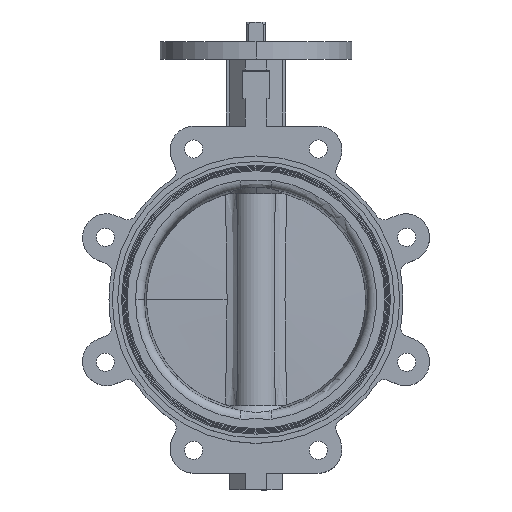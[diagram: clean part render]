
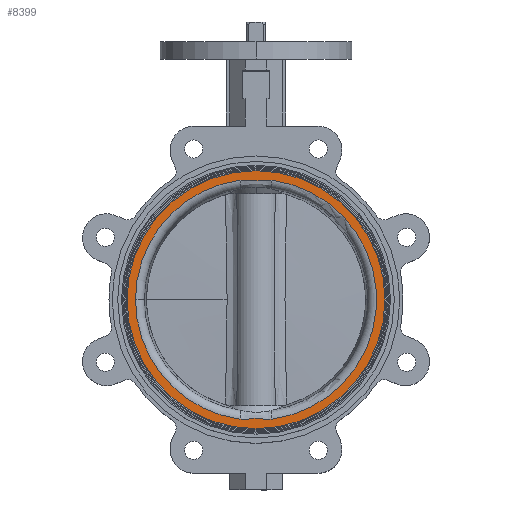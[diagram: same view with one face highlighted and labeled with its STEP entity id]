
A CAD part, top view. The second image highlights one B-rep face of the part: STEP entity #8399.
In plain terms, the highlighted planar face has unit normal (0, 0, 1).
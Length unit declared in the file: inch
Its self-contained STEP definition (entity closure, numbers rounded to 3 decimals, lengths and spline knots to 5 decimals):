
#51 = CARTESIAN_POINT ( 'NONE',  ( 1.97897, 1.89378, 10.26408 ) ) ;
#84 = ORIENTED_EDGE ( 'NONE', *, *, #7173, .T. ) ;
#103 = EDGE_LOOP ( 'NONE', ( #84, #6260, #568, #7240, #6739 ) ) ;
#144 = DIRECTION ( 'NONE',  ( -1., 0., 0. ) ) ;
#406 = ORIENTED_EDGE ( 'NONE', *, *, #6324, .T. ) ;
#568 = ORIENTED_EDGE ( 'NONE', *, *, #8374, .T. ) ;
#592 = CARTESIAN_POINT ( 'NONE',  ( 1.83432, 10.46913, 10.26408 ) ) ;
#663 = CARTESIAN_POINT ( 'NONE',  ( 1.88267, 10.46284, 10.26408 ) ) ;
#872 = VERTEX_POINT ( 'NONE', #13632 ) ;
#919 = CARTESIAN_POINT ( 'NONE',  ( 1.4947, 10.47574, 10.26408 ) ) ;
#1094 = CARTESIAN_POINT ( 'NONE',  ( 2.12485, 1.89678, 10.26408 ) ) ;
#1451 = CARTESIAN_POINT ( 'NONE',  ( 2.07657, 6.17355, 10.26408 ) ) ;
#1487 = VERTEX_POINT ( 'NONE', #2093 ) ;
#1552 = CARTESIAN_POINT ( 'NONE',  ( 1.4947, 1.87135, 10.26408 ) ) ;
#1589 = AXIS2_PLACEMENT_3D ( 'NONE', #4526, #12508, #2111 ) ;
#1743 = CIRCLE ( 'NONE', #5734, 4.64567 ) ;
#1838 = CARTESIAN_POINT ( 'NONE',  ( 2.17417, 10.45332, 10.26408 ) ) ;
#1895 = DIRECTION ( 'NONE',  ( 0., 0., 1. ) ) ;
#1917 = CARTESIAN_POINT ( 'NONE',  ( 1.97963, 10.45326, 10.26408 ) ) ;
#1987 = CARTESIAN_POINT ( 'NONE',  ( 2.02745, 1.89674, 10.26408 ) ) ;
#2093 = CARTESIAN_POINT ( 'NONE',  ( 6.72224, 6.17355, 10.26408 ) ) ;
#2111 = DIRECTION ( 'NONE',  ( -1., 0., 0. ) ) ;
#2272 = CARTESIAN_POINT ( 'NONE',  ( 1.54297, 1.86483, 10.26408 ) ) ;
#2363 = DIRECTION ( 'NONE',  ( 0., 0., 1. ) ) ;
#2632 = DIRECTION ( 'NONE',  ( 0., -1., 0. ) ) ;
#2645 = CARTESIAN_POINT ( 'NONE',  ( 2.07657, 6.17355, 10.26408 ) ) ;
#2924 = VERTEX_POINT ( 'NONE', #919 ) ;
#3089 = CARTESIAN_POINT ( 'NONE',  ( 2.56154, 1.86262, 10.26408 ) ) ;
#3167 = CARTESIAN_POINT ( 'NONE',  ( 1.5916, 1.86262, 10.26408 ) ) ;
#3426 = CIRCLE ( 'NONE', #8359, 4.34136 ) ;
#3740 = DIRECTION ( 'NONE',  ( 0., 0., -1. ) ) ;
#3774 = AXIS2_PLACEMENT_3D ( 'NONE', #12458, #3740, #2632 ) ;
#4050 = CARTESIAN_POINT ( 'NONE',  ( 2.31914, 10.46917, 10.26408 ) ) ;
#4154 = CARTESIAN_POINT ( 'NONE',  ( -2.5691, 6.17355, 10.26408 ) ) ;
#4172 = VERTEX_POINT ( 'NONE', #1552 ) ;
#4197 = CARTESIAN_POINT ( 'NONE',  ( 2.19836, 10.45545, 10.26408 ) ) ;
#4273 = CARTESIAN_POINT ( 'NONE',  ( 2.27047, 1.88425, 10.26408 ) ) ;
#4526 = CARTESIAN_POINT ( 'NONE',  ( 2.07657, 6.17355, 10.26408 ) ) ;
#4641 = EDGE_LOOP ( 'NONE', ( #406, #9735 ) ) ;
#4766 = VERTEX_POINT ( 'NONE', #4154 ) ;
#4856 = DIRECTION ( 'NONE',  ( 0., 0., -1. ) ) ;
#5002 = CARTESIAN_POINT ( 'NONE',  ( 1.68874, 10.48296, 10.26408 ) ) ;
#5083 = CARTESIAN_POINT ( 'NONE',  ( 2.0527, 10.44952, 10.26408 ) ) ;
#5306 = CARTESIAN_POINT ( 'NONE',  ( 1.95536, 10.4554, 10.26408 ) ) ;
#5312 = CARTESIAN_POINT ( 'NONE',  ( -2.2648, 6.17355, 10.26408 ) ) ;
#5646 = CARTESIAN_POINT ( 'NONE',  ( 2.4644, 1.86414, 10.26408 ) ) ;
#5734 = AXIS2_PLACEMENT_3D ( 'NONE', #5961, #2363, #6842 ) ;
#5961 = CARTESIAN_POINT ( 'NONE',  ( 2.07657, 6.17355, 10.26408 ) ) ;
#6124 = CARTESIAN_POINT ( 'NONE',  ( 1.59159, 10.48448, 10.26408 ) ) ;
#6260 = ORIENTED_EDGE ( 'NONE', *, *, #14426, .T. ) ;
#6289 = EDGE_CURVE ( 'NONE', #4172, #10859, #14468, .T. ) ;
#6294 = EDGE_CURVE ( 'NONE', #1487, #4766, #1743, .T. ) ;
#6324 = EDGE_CURVE ( 'NONE', #4766, #1487, #12831, .T. ) ;
#6355 = VERTEX_POINT ( 'NONE', #10892 ) ;
#6485 = CARTESIAN_POINT ( 'NONE',  ( 2.65843, 1.87135, 10.26408 ) ) ;
#6618 = CARTESIAN_POINT ( 'NONE',  ( 1.83399, 1.87793, 10.26408 ) ) ;
#6739 = ORIENTED_EDGE ( 'NONE', *, *, #9991, .T. ) ;
#6842 = DIRECTION ( 'NONE',  ( 1., 0., 0. ) ) ;
#7173 = EDGE_CURVE ( 'NONE', #2924, #872, #12128, .T. ) ;
#7240 = ORIENTED_EDGE ( 'NONE', *, *, #6289, .T. ) ;
#7567 = CARTESIAN_POINT ( 'NONE',  ( 2.31881, 1.87797, 10.26408 ) ) ;
#7649 = FACE_BOUND ( 'NONE', #103, .T. ) ;
#7786 = CARTESIAN_POINT ( 'NONE',  ( 1.73731, 1.8679, 10.26408 ) ) ;
#8083 = AXIS2_PLACEMENT_3D ( 'NONE', #1451, #9134, #144 ) ;
#8359 = AXIS2_PLACEMENT_3D ( 'NONE', #2645, #4856, #10256 ) ;
#8374 = EDGE_CURVE ( 'NONE', #6355, #4172, #12279, .T. ) ;
#8399 = ADVANCED_FACE ( 'NONE', ( #12106, #7649 ), #14596, .F. ) ;
#8403 = CARTESIAN_POINT ( 'NONE',  ( 2.27088, 10.4629, 10.26408 ) ) ;
#8537 = CARTESIAN_POINT ( 'NONE',  ( 2.41583, 10.47919, 10.26408 ) ) ;
#8749 = CARTESIAN_POINT ( 'NONE',  ( 1.4947, 1.87135, 10.26408 ) ) ;
#9134 = DIRECTION ( 'NONE',  ( 0., 0., -1. ) ) ;
#9515 = CARTESIAN_POINT ( 'NONE',  ( 2.56153, 10.48448, 10.26408 ) ) ;
#9650 = CARTESIAN_POINT ( 'NONE',  ( 1.54309, 10.48229, 10.26408 ) ) ;
#9728 = CARTESIAN_POINT ( 'NONE',  ( 1.7374, 10.47919, 10.26408 ) ) ;
#9735 = ORIENTED_EDGE ( 'NONE', *, *, #6294, .T. ) ;
#9862 = CARTESIAN_POINT ( 'NONE',  ( 2.10043, 1.89758, 10.26408 ) ) ;
#9991 = EDGE_CURVE ( 'NONE', #10859, #2924, #3426, .T. ) ;
#10028 = CARTESIAN_POINT ( 'NONE',  ( 2.17351, 1.89383, 10.26408 ) ) ;
#10095 = CARTESIAN_POINT ( 'NONE',  ( 2.41573, 1.86791, 10.26408 ) ) ;
#10256 = DIRECTION ( 'NONE',  ( -1., 0., 0. ) ) ;
#10548 = CIRCLE ( 'NONE', #1589, 4.34136 ) ;
#10859 = VERTEX_POINT ( 'NONE', #5312 ) ;
#10892 = CARTESIAN_POINT ( 'NONE',  ( 2.65843, 1.87135, 10.26408 ) ) ;
#10917 = CARTESIAN_POINT ( 'NONE',  ( 1.4947, 10.47574, 10.26408 ) ) ;
#11047 = DIRECTION ( 'NONE',  ( 1., 0., 0. ) ) ;
#11222 = CARTESIAN_POINT ( 'NONE',  ( 1.68888, 1.86414, 10.26408 ) ) ;
#11284 = CARTESIAN_POINT ( 'NONE',  ( 2.19777, 1.8917, 10.26408 ) ) ;
#11374 = CARTESIAN_POINT ( 'NONE',  ( 2.07657, 6.17355, 10.26408 ) ) ;
#11901 = CARTESIAN_POINT ( 'NONE',  ( 2.02828, 10.45032, 10.26408 ) ) ;
#12035 = CARTESIAN_POINT ( 'NONE',  ( 2.12568, 10.45036, 10.26408 ) ) ;
#12106 = FACE_OUTER_BOUND ( 'NONE', #4641, .T. ) ;
#12128 = B_SPLINE_CURVE_WITH_KNOTS ( 'NONE', 3,
 ( #10917, #9650, #6124, #5002, #9728, #592, #663, #5306, #1917, #11901, #5083, #14165, #12035, #1838, #4197, #8403, #4050, #8537, #14021, #9515, #13067, #12921 ),
 .UNSPECIFIED., .F., .F.,
 ( 4, 2, 2, 2, 2, 2, 2, 2, 2, 2, 4 ),
 ( 0., 0.0037, 0.0074, 0.0111, 0.01295, 0.01479, 0.01664, 0.01849, 0.02219, 0.02589, 0.02959 ),
 .UNSPECIFIED. ) ;
#12251 = CARTESIAN_POINT ( 'NONE',  ( 1.95477, 1.89165, 10.26408 ) ) ;
#12279 = B_SPLINE_CURVE_WITH_KNOTS ( 'NONE', 3,
 ( #6485, #13276, #3089, #5646, #10095, #7567, #4273, #11284, #10028, #1094, #9862, #12394, #1987, #51, #12251, #14380, #6618, #7786, #11222, #3167, #2272, #8749 ),
 .UNSPECIFIED., .F., .F.,
 ( 4, 2, 2, 2, 2, 2, 2, 2, 2, 2, 4 ),
 ( 0., 0.0037, 0.0074, 0.0111, 0.01295, 0.01479, 0.01664, 0.01849, 0.02219, 0.02589, 0.02959 ),
 .UNSPECIFIED. ) ;
#12394 = CARTESIAN_POINT ( 'NONE',  ( 2.05174, 1.89756, 10.26408 ) ) ;
#12458 = CARTESIAN_POINT ( 'NONE',  ( -2.90375, 6.17355, 10.26408 ) ) ;
#12508 = DIRECTION ( 'NONE',  ( 0., 0., -1. ) ) ;
#12831 = CIRCLE ( 'NONE', #13307, 4.64567 ) ;
#12921 = CARTESIAN_POINT ( 'NONE',  ( 2.65843, 10.47574, 10.26408 ) ) ;
#13067 = CARTESIAN_POINT ( 'NONE',  ( 2.61016, 10.48227, 10.26408 ) ) ;
#13276 = CARTESIAN_POINT ( 'NONE',  ( 2.61004, 1.86481, 10.26408 ) ) ;
#13307 = AXIS2_PLACEMENT_3D ( 'NONE', #11374, #1895, #11047 ) ;
#13632 = CARTESIAN_POINT ( 'NONE',  ( 2.65843, 10.47574, 10.26408 ) ) ;
#14021 = CARTESIAN_POINT ( 'NONE',  ( 2.46426, 10.48296, 10.26408 ) ) ;
#14165 = CARTESIAN_POINT ( 'NONE',  ( 2.10139, 10.44954, 10.26408 ) ) ;
#14380 = CARTESIAN_POINT ( 'NONE',  ( 1.88225, 1.8842, 10.26408 ) ) ;
#14426 = EDGE_CURVE ( 'NONE', #872, #6355, #10548, .T. ) ;
#14468 = CIRCLE ( 'NONE', #8083, 4.34136 ) ;
#14596 = PLANE ( 'NONE',  #3774 ) ;
